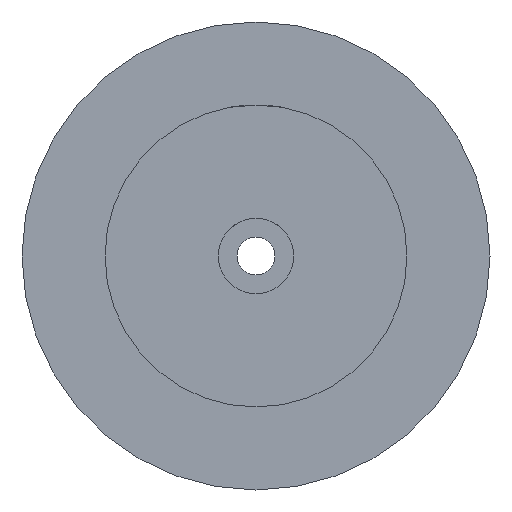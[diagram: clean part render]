
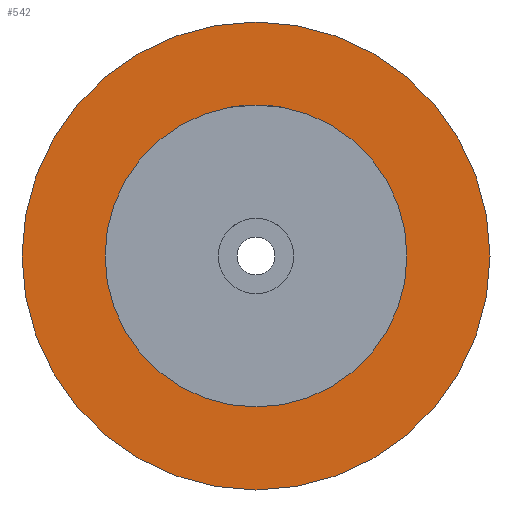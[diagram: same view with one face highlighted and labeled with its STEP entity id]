
A CAD part, left-side view. The second image highlights one B-rep face of the part: STEP entity #542.
In plain terms, the highlighted planar face has unit normal (-1, 0, 0).
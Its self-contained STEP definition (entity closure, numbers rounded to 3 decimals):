
#13 = ORIENTED_EDGE ( 'NONE', *, *, #536, .F. ) ;
#17 = CARTESIAN_POINT ( 'NONE',  ( 12., 0., 0. ) ) ;
#21 = DIRECTION ( 'NONE',  ( -1., 0., 0. ) ) ;
#72 = PLANE ( 'NONE',  #611 ) ;
#90 = DIRECTION ( 'NONE',  ( 0., 0., 1. ) ) ;
#100 = FACE_OUTER_BOUND ( 'NONE', #471, .T. ) ;
#106 = VERTEX_POINT ( 'NONE', #551 ) ;
#119 = VERTEX_POINT ( 'NONE', #217 ) ;
#138 = DIRECTION ( 'NONE',  ( 0., 0., 1. ) ) ;
#142 = EDGE_CURVE ( 'NONE', #106, #119, #600, .T. ) ;
#164 = ORIENTED_EDGE ( 'NONE', *, *, #142, .T. ) ;
#171 = DIRECTION ( 'NONE',  ( 0., 0., -1. ) ) ;
#217 = CARTESIAN_POINT ( 'NONE',  ( 12., 0., -15.5 ) ) ;
#248 = AXIS2_PLACEMENT_3D ( 'NONE', #581, #310, #138 ) ;
#264 = DIRECTION ( 'NONE',  ( 1., 0., 0. ) ) ;
#266 = CIRCLE ( 'NONE', #609, 15.5 ) ;
#297 = VERTEX_POINT ( 'NONE', #490 ) ;
#310 = DIRECTION ( 'NONE',  ( -1., 0., 0. ) ) ;
#311 = AXIS2_PLACEMENT_3D ( 'NONE', #541, #341, #90 ) ;
#317 = DIRECTION ( 'NONE',  ( 0., 0., 1. ) ) ;
#326 = EDGE_LOOP ( 'NONE', ( #13, #721 ) ) ;
#328 = CARTESIAN_POINT ( 'NONE',  ( 12., 0., -10. ) ) ;
#341 = DIRECTION ( 'NONE',  ( -1., 0., 0. ) ) ;
#367 = EDGE_CURVE ( 'NONE', #119, #106, #266, .T. ) ;
#388 = CARTESIAN_POINT ( 'NONE',  ( 12., 0., 0. ) ) ;
#414 = FACE_BOUND ( 'NONE', #326, .T. ) ;
#432 = CIRCLE ( 'NONE', #713, 10. ) ;
#471 = EDGE_LOOP ( 'NONE', ( #164, #671 ) ) ;
#476 = EDGE_CURVE ( 'NONE', #548, #297, #432, .T. ) ;
#477 = DIRECTION ( 'NONE',  ( 0., 0., 1. ) ) ;
#490 = CARTESIAN_POINT ( 'NONE',  ( 12., 0., 10. ) ) ;
#536 = EDGE_CURVE ( 'NONE', #297, #548, #719, .T. ) ;
#541 = CARTESIAN_POINT ( 'NONE',  ( 12., 0., 0. ) ) ;
#542 = ADVANCED_FACE ( 'NONE', ( #414, #100 ), #72, .F. ) ;
#548 = VERTEX_POINT ( 'NONE', #328 ) ;
#551 = CARTESIAN_POINT ( 'NONE',  ( 12., 0., 15.5 ) ) ;
#581 = CARTESIAN_POINT ( 'NONE',  ( 12., 0., 0. ) ) ;
#600 = CIRCLE ( 'NONE', #311, 15.5 ) ;
#609 = AXIS2_PLACEMENT_3D ( 'NONE', #388, #21, #477 ) ;
#611 = AXIS2_PLACEMENT_3D ( 'NONE', #669, #264, #171 ) ;
#669 = CARTESIAN_POINT ( 'NONE',  ( 12., 10., 0. ) ) ;
#671 = ORIENTED_EDGE ( 'NONE', *, *, #367, .T. ) ;
#713 = AXIS2_PLACEMENT_3D ( 'NONE', #17, #714, #317 ) ;
#714 = DIRECTION ( 'NONE',  ( -1., 0., 0. ) ) ;
#719 = CIRCLE ( 'NONE', #248, 10. ) ;
#721 = ORIENTED_EDGE ( 'NONE', *, *, #476, .F. ) ;
